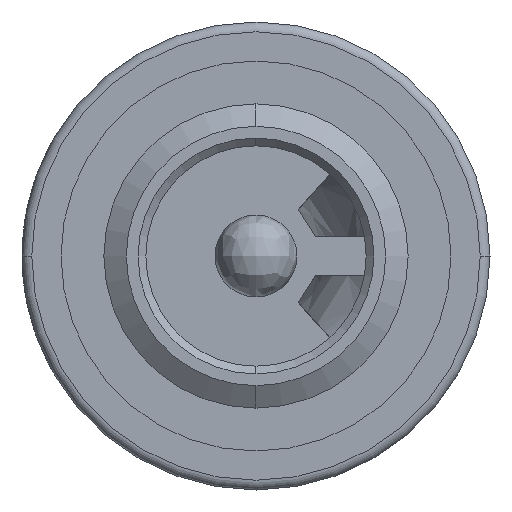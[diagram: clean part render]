
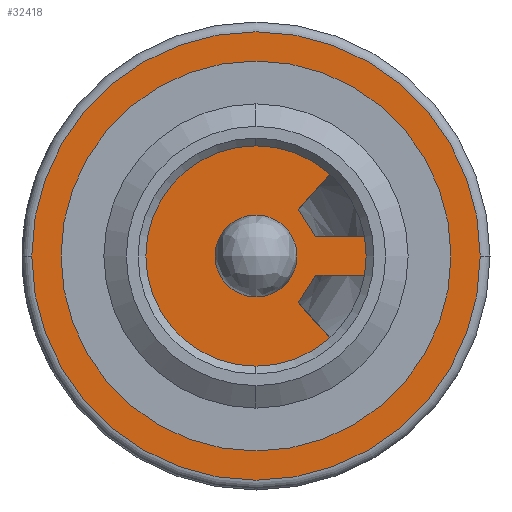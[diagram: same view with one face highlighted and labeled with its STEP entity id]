
A CAD part, left-side view. The second image highlights one B-rep face of the part: STEP entity #32418.
In plain terms, the highlighted face is planar.
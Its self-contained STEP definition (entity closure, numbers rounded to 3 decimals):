
#2807 = FACE_OUTER_BOUND ( 'NONE', #4048, .T. ) ;
#4048 = EDGE_LOOP ( 'NONE', ( #35055, #22087 ) ) ;
#4083 = DIRECTION ( 'NONE',  ( 0., 0., 1. ) ) ;
#4281 = DIRECTION ( 'NONE',  ( -1., 0., 0. ) ) ;
#8061 = CARTESIAN_POINT ( 'NONE',  ( -8.254, 0., -5.75 ) ) ;
#8348 = CIRCLE ( 'NONE', #21810, 5.75 ) ;
#10155 = CARTESIAN_POINT ( 'NONE',  ( -8.254, -6., 0. ) ) ;
#12045 = DIRECTION ( 'NONE',  ( 1., 0., 0. ) ) ;
#12966 = AXIS2_PLACEMENT_3D ( 'NONE', #10155, #4281, #26487 ) ;
#17595 = CIRCLE ( 'NONE', #30290, 5.75 ) ;
#17998 = CARTESIAN_POINT ( 'NONE',  ( -8.254, 0., 0. ) ) ;
#18118 = EDGE_CURVE ( 'NONE', #28978, #30454, #17595, .T. ) ;
#20771 = PLANE ( 'NONE',  #12966 ) ;
#21134 = EDGE_CURVE ( 'NONE', #30454, #28978, #8348, .T. ) ;
#21810 = AXIS2_PLACEMENT_3D ( 'NONE', #17998, #12045, #4083 ) ;
#22087 = ORIENTED_EDGE ( 'NONE', *, *, #18118, .T. ) ;
#22190 = CARTESIAN_POINT ( 'NONE',  ( -8.254, 0., 5.75 ) ) ;
#23210 = DIRECTION ( 'NONE',  ( 1., 0., 0. ) ) ;
#26133 = DIRECTION ( 'NONE',  ( 0., 0., 1. ) ) ;
#26487 = DIRECTION ( 'NONE',  ( 0., 0., 1. ) ) ;
#28978 = VERTEX_POINT ( 'NONE', #8061 ) ;
#30290 = AXIS2_PLACEMENT_3D ( 'NONE', #31674, #23210, #26133 ) ;
#30454 = VERTEX_POINT ( 'NONE', #22190 ) ;
#31674 = CARTESIAN_POINT ( 'NONE',  ( -8.254, 0., 0. ) ) ;
#32418 = ADVANCED_FACE ( 'NONE', ( #2807 ), #20771, .F. ) ;
#35055 = ORIENTED_EDGE ( 'NONE', *, *, #21134, .T. ) ;
